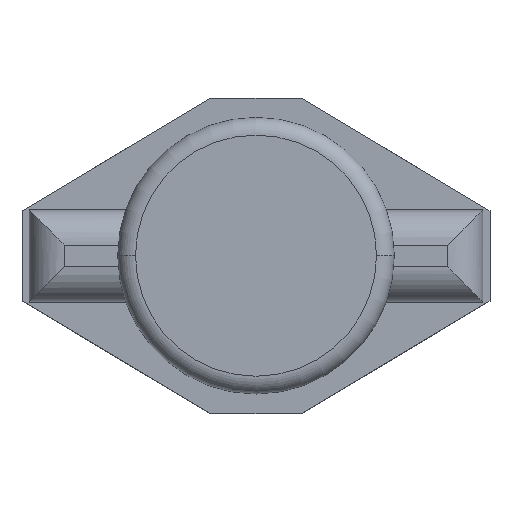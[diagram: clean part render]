
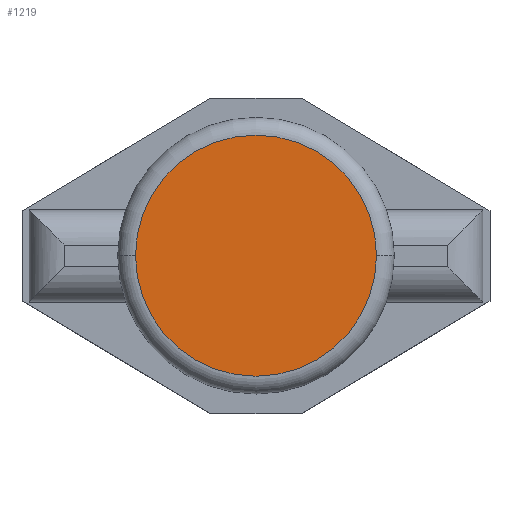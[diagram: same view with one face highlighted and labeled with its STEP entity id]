
A CAD part, top view. The second image highlights one B-rep face of the part: STEP entity #1219.
In plain terms, the highlighted planar face has unit normal (0, 0, 1).
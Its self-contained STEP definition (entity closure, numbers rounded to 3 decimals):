
#1139=CARTESIAN_POINT('',(1.7,0.,2.92));
#1140=VERTEX_POINT('',#1139);
#1148=CARTESIAN_POINT('',(-1.7,0.,2.92));
#1149=VERTEX_POINT('',#1148);
#1150=CARTESIAN_POINT('',(0.0,0.0,2.92));
#1151=DIRECTION('',(0.0,0.0,-1.0));
#1152=DIRECTION('',(-1.0,0.0,0.0));
#1153=AXIS2_PLACEMENT_3D('',#1150,#1151,#1152);
#1154=CIRCLE('',#1153,1.7);
#1155=EDGE_CURVE('',#1140,#1149,#1154,.T.);
#1182=CARTESIAN_POINT('',(0.0,0.0,2.92));
#1183=DIRECTION('',(0.0,0.0,-1.0));
#1184=DIRECTION('',(-1.0,0.0,0.0));
#1185=AXIS2_PLACEMENT_3D('',#1182,#1183,#1184);
#1186=CIRCLE('',#1185,1.7);
#1187=EDGE_CURVE('',#1149,#1140,#1186,.T.);
#1210=CARTESIAN_POINT('',(0.0,0.0,2.92));
#1211=DIRECTION('',(0.0,0.0,1.0));
#1212=DIRECTION('',(1.0,0.0,0.0));
#1213=AXIS2_PLACEMENT_3D('',#1210,#1211,#1212);
#1214=PLANE('',#1213);
#1215=ORIENTED_EDGE('',*,*,#1155,.F.);
#1216=ORIENTED_EDGE('',*,*,#1187,.F.);
#1217=EDGE_LOOP('',(#1215,#1216));
#1218=FACE_OUTER_BOUND('',#1217,.T.);
#1219=ADVANCED_FACE('',(#1218),#1214,.T.);
